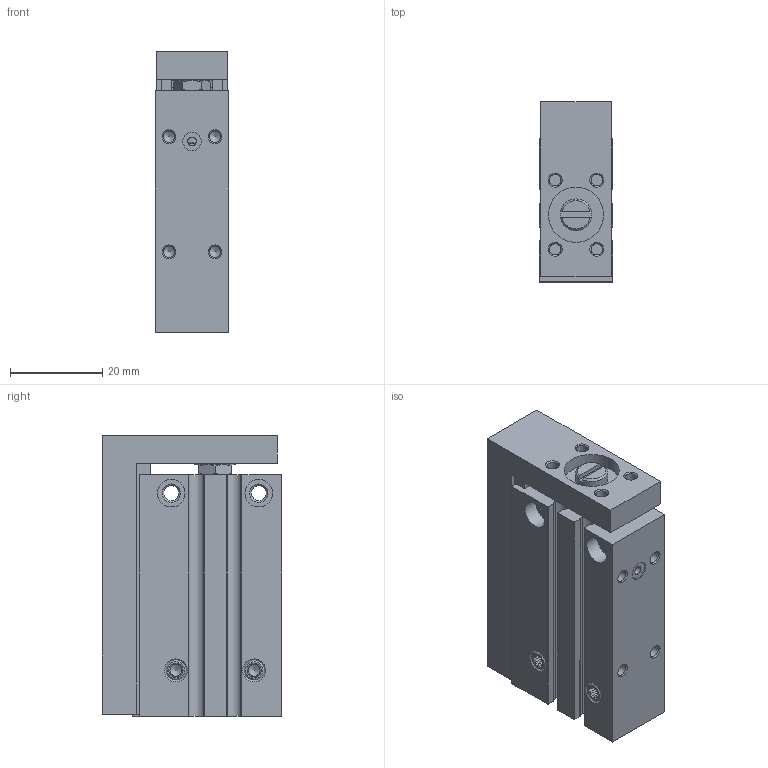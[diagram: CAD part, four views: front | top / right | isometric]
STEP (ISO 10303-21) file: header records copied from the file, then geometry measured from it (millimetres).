
FILE_DESCRIPTION(/* description */ ('STEP AP214'),/* implementation_level */ '2;1');
FILE_NAME(/* name */ '170488_SLS-_6-20-P-A',/* time_stamp */ '2024-09-13T09:26:26+02:00',/* author */ ('License CC BY-ND 4.0'),/* organization */ ('CADENAS'),/* preprocessor_version */ 'ST-DEVELOPER v19.3',/* originating_system */ 'PARTsolutions',/* authorisation */ ' ');
FILE_SCHEMA (('AUTOMOTIVE_DESIGN {1 0 10303 214 3 1 1}'));
Length unit declared in the file: millimetre
Products named in the file (6): 170488 SLS-6-20-P-A---(asm_0); 170488 SLS-6-20-P-AZ---(Z); 170488 SLS-6-20-P-A---(S); 367180 SLS/SLT-6---(AD); 367174 SLS/SLT-6---(L); 5088186 M5x5
Assembly tree (8 placements, depth 2):
  170488 SLS-6-20-P-A---(asm_0)
    170488 SLS-6-20-P-AZ---(Z)
    170488 SLS-6-20-P-A---(S)
    367180 SLS/SLT-6---(AD)
    367174 SLS/SLT-6---(L)
    5088186 M5x5  x4
Bounding box: 16 x 39 x 61 mm (x, y, z)
Volume: 30408 mm3; surface area: 18501.9 mm2
Topology: 8 solids, 9 shells, 398 faces, 977 edges, 616 vertices
Faces by surface type: plane 201, cylinder 100, cone 87, torus 10
Full cylindrical faces by diameter (mm): 0.3 x1, 0.35 x1, 0.8 x1, 1.85 x4, 2.459 x14, 2.57 x4, 3 x3, 3.2 x1, 3.242 x2, 4 x7, 4.134 x6, 4.6 x2, 5 x10, 5.5 x1, 6 x6, 6.647 x1, 6.8 x4, 6.9 x1, 6.917 x1, 7 x1, 8 x2, 8.2 x1, 9 x1, 12 x2
Entity records: 8327 total; most frequent: CARTESIAN_POINT 1579, DIRECTION 1390, ORIENTED_EDGE 1164, EDGE_CURVE 582, AXIS2_PLACEMENT_3D 562, FACE_BOUND 492, EDGE_LOOP 480, VERTEX_POINT 446
